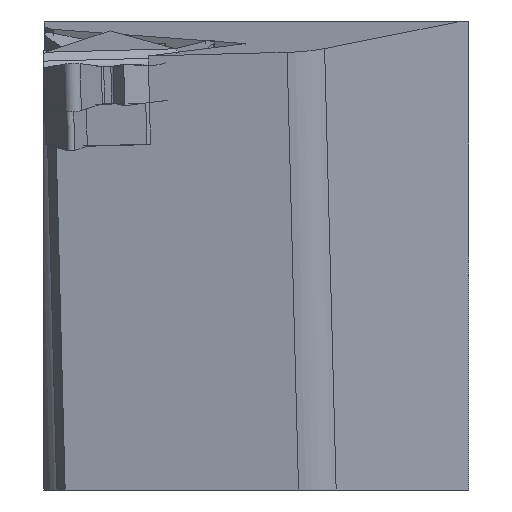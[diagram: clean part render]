
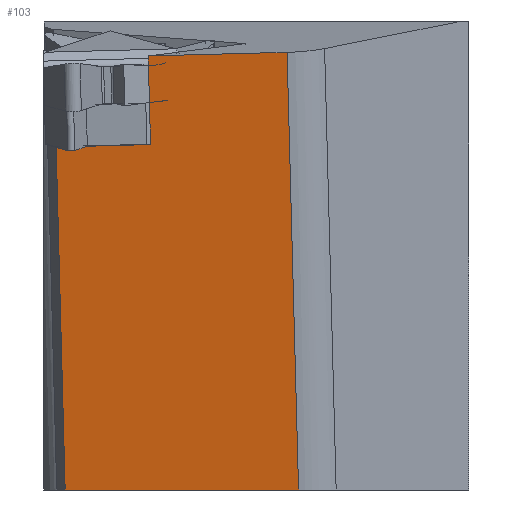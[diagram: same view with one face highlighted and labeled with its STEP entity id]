
A CAD part, left-side view. The second image highlights one B-rep face of the part: STEP entity #103.
In plain terms, the highlighted planar face has unit normal (-0.985, -0.004, -0.174).
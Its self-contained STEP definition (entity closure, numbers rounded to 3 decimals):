
#103=ADVANCED_FACE('',(#222),#169,.F.);
#169=PLANE('',#1350);
#222=FACE_OUTER_BOUND('',#290,.T.);
#290=EDGE_LOOP('',(#452,#453,#454,#455,#456,#457,#458));
#452=ORIENTED_EDGE('',*,*,#907,.F.);
#453=ORIENTED_EDGE('',*,*,#896,.F.);
#454=ORIENTED_EDGE('',*,*,#904,.T.);
#455=ORIENTED_EDGE('',*,*,#906,.T.);
#456=ORIENTED_EDGE('',*,*,#874,.T.);
#457=ORIENTED_EDGE('',*,*,#862,.T.);
#458=ORIENTED_EDGE('',*,*,#908,.T.);
#740=VERTEX_POINT('',#1815);
#741=VERTEX_POINT('',#1817);
#751=VERTEX_POINT('',#1845);
#765=VERTEX_POINT('',#1883);
#766=VERTEX_POINT('',#1885);
#770=VERTEX_POINT('',#1900);
#771=VERTEX_POINT('',#1909);
#862=EDGE_CURVE('',#741,#740,#1045,.T.);
#874=EDGE_CURVE('',#751,#741,#1056,.T.);
#896=EDGE_CURVE('',#766,#765,#1073,.T.);
#904=EDGE_CURVE('',#766,#770,#1080,.T.);
#906=EDGE_CURVE('',#770,#751,#1082,.T.);
#907=EDGE_CURVE('',#765,#771,#1083,.T.);
#908=EDGE_CURVE('',#740,#771,#1084,.T.);
#1045=LINE('',#1816,#1191);
#1056=LINE('',#1844,#1202);
#1073=LINE('',#1886,#1219);
#1080=LINE('',#1901,#1226);
#1082=LINE('',#1906,#1228);
#1083=LINE('',#1908,#1229);
#1084=LINE('',#1910,#1230);
#1191=VECTOR('',#1451,1.);
#1202=VECTOR('',#1468,1.);
#1219=VECTOR('',#1503,1.);
#1226=VECTOR('',#1518,1.);
#1228=VECTOR('',#1526,1.);
#1229=VECTOR('',#1529,1.);
#1230=VECTOR('',#1530,1.);
#1350=AXIS2_PLACEMENT_3D('',#1911,#1531,#1532);
#1451=DIRECTION('',(0.174,-0.026,-0.984));
#1468=DIRECTION('',(0.,1.,-0.026));
#1503=DIRECTION('',(-0.174,0.026,0.984));
#1518=DIRECTION('',(0.005,-1.,0.));
#1526=DIRECTION('',(-0.174,0.026,0.984));
#1529=DIRECTION('',(0.,-1.,0.026));
#1530=DIRECTION('',(0.174,-0.026,-0.984));
#1531=DIRECTION('',(0.985,0.005,0.174));
#1532=DIRECTION('',(0.174,0.,-0.985));
#1815=CARTESIAN_POINT('',(4.54,70.041,-3.581));
#1816=CARTESIAN_POINT('',(2.378,70.361,8.673));
#1817=CARTESIAN_POINT('',(3.765,70.156,0.809));
#1844=CARTESIAN_POINT('',(3.765,80.014,0.551));
#1845=CARTESIAN_POINT('',(3.765,57.101,1.151));
#1883=CARTESIAN_POINT('',(5.229,78.812,-7.722));
#1885=CARTESIAN_POINT('',(10.922,77.966,-40.));
#1886=CARTESIAN_POINT('',(-61.687,88.746,371.645));
#1900=CARTESIAN_POINT('',(11.024,56.024,-40.));
#1901=CARTESIAN_POINT('',(10.913,80.05,-40.));
#1906=CARTESIAN_POINT('',(-61.687,66.818,372.22));
#1908=CARTESIAN_POINT('',(5.229,56.884,-7.148));
#1909=CARTESIAN_POINT('',(5.229,69.938,-7.49));
#1910=CARTESIAN_POINT('',(2.378,70.361,8.673));
#1911=CARTESIAN_POINT('',(-61.687,66.818,372.22));
